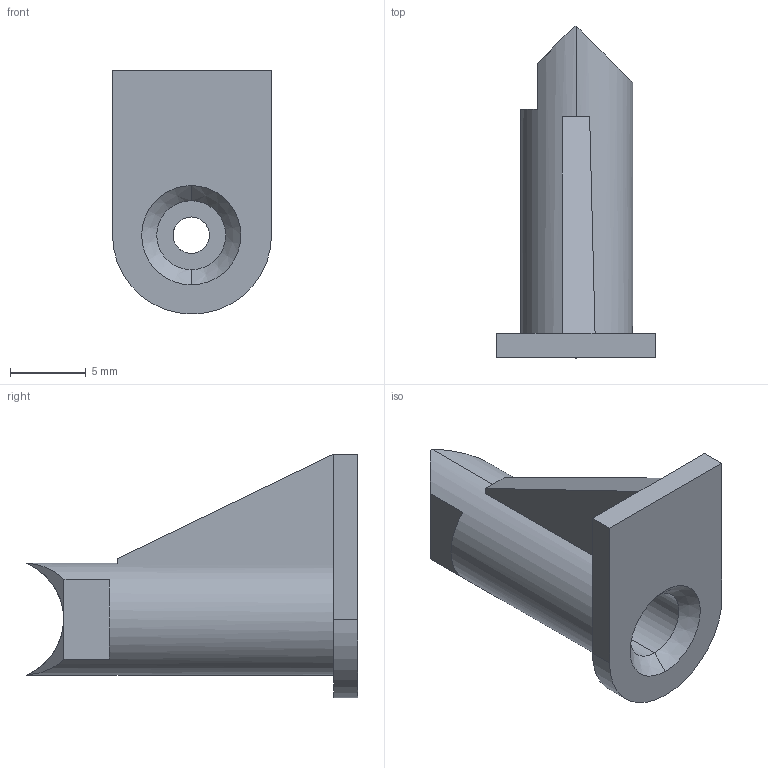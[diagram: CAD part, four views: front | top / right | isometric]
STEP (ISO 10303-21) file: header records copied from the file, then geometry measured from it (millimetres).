
FILE_DESCRIPTION (( 'STEP AP203' ), '1' );
FILE_NAME ('175_filament_feed.STEP', '2017-01-27T16:50:56', ( '' ), ( '' ), 'SwSTEP 2.0', 'SolidWorks 2016', '' );
FILE_SCHEMA (( 'CONFIG_CONTROL_DESIGN' ));
Length unit declared in the file: millimetre
Products named in the file (1): 175_filament_feed
Bounding box: 10.5 x 21.9 x 16.1 mm (x, y, z)
Volume: 843.3 mm3; surface area: 1162.3 mm2
Topology: 1 solids, 1 shells, 26 faces, 65 edges, 42 vertices
Faces by surface type: plane 15, cylinder 9, cone 2
Entity records: 894 total; most frequent: CARTESIAN_POINT 205, ORIENTED_EDGE 130, DIRECTION 124, EDGE_CURVE 65, AXIS2_PLACEMENT_3D 44, VERTEX_POINT 42, VECTOR 36, LINE 36
